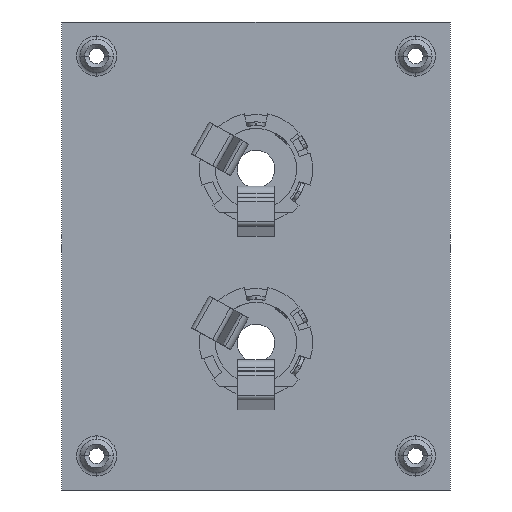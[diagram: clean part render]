
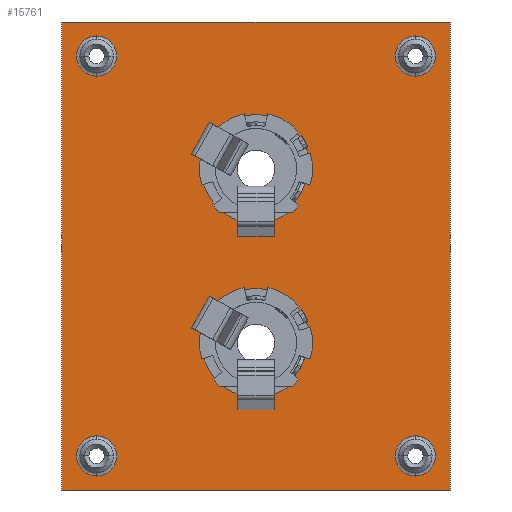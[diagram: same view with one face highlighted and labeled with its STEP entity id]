
A CAD part, front view. The second image highlights one B-rep face of the part: STEP entity #15761.
In plain terms, the highlighted planar face has unit normal (0, -1, 0).
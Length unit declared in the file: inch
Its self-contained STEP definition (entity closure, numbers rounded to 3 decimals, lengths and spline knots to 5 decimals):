
#4 = VERTEX_POINT ( 'NONE', #4652 ) ;
#6 = EDGE_CURVE ( 'NONE', #15914, #4, #4651, .T. ) ;
#19 = EDGE_CURVE ( 'NONE', #4660, #4597, #4635, .T. ) ;
#21 = ORIENTED_EDGE ( 'NONE', *, *, #19, .F. ) ;
#193 = VERTEX_POINT ( 'NONE', #5130 ) ;
#195 = EDGE_CURVE ( 'NONE', #197, #193, #5129, .T. ) ;
#197 = VERTEX_POINT ( 'NONE', #5124 ) ;
#294 = VERTEX_POINT ( 'NONE', #5302 ) ;
#295 = EDGE_CURVE ( 'NONE', #514, #294, #5301, .T. ) ;
#514 = VERTEX_POINT ( 'NONE', #5773 ) ;
#769 = EDGE_CURVE ( 'NONE', #770, #771, #6445, .T. ) ;
#770 = VERTEX_POINT ( 'NONE', #6441 ) ;
#771 = VERTEX_POINT ( 'NONE', #6440 ) ;
#783 = EDGE_CURVE ( 'NONE', #784, #785, #7845, .T. ) ;
#784 = VERTEX_POINT ( 'NONE', #7837 ) ;
#785 = VERTEX_POINT ( 'NONE', #7836 ) ;
#4211 = EDGE_CURVE ( 'NONE', #4217, #4214, #14776, .T. ) ;
#4214 = VERTEX_POINT ( 'NONE', #14766 ) ;
#4217 = VERTEX_POINT ( 'NONE', #14765 ) ;
#4588 = EDGE_CURVE ( 'NONE', #4597, #4660, #15712, .T. ) ;
#4597 = VERTEX_POINT ( 'NONE', #15692 ) ;
#4631 = DIRECTION ( 'NONE',  ( 0., 0., -1. ) ) ;
#4632 = DIRECTION ( 'NONE',  ( 0., -1., 0. ) ) ;
#4633 = CARTESIAN_POINT ( 'NONE',  ( -1.1, 0., 1.38 ) ) ;
#4634 = AXIS2_PLACEMENT_3D ( 'NONE', #4633, #4632, #4631 ) ;
#4635 = CIRCLE ( 'NONE', #4634, 0.13852 ) ;
#4648 = DIRECTION ( 'NONE',  ( 0., 0., 1. ) ) ;
#4649 = VECTOR ( 'NONE', #4648, 39.37008 ) ;
#4650 = CARTESIAN_POINT ( 'NONE',  ( 1.34, 0., -1.615 ) ) ;
#4651 = LINE ( 'NONE', #4650, #4649 ) ;
#4652 = CARTESIAN_POINT ( 'NONE',  ( 1.34, 0., 1.615 ) ) ;
#4660 = VERTEX_POINT ( 'NONE', #6611 ) ;
#5124 = CARTESIAN_POINT ( 'NONE',  ( -1.1, 0., -1.24148 ) ) ;
#5125 = DIRECTION ( 'NONE',  ( 0., 0., -1. ) ) ;
#5126 = DIRECTION ( 'NONE',  ( 0., -1., 0. ) ) ;
#5127 = CARTESIAN_POINT ( 'NONE',  ( -1.1, 0., -1.38 ) ) ;
#5128 = AXIS2_PLACEMENT_3D ( 'NONE', #5127, #5126, #5125 ) ;
#5129 = CIRCLE ( 'NONE', #5128, 0.13852 ) ;
#5130 = CARTESIAN_POINT ( 'NONE',  ( -1.1, 0., -1.51852 ) ) ;
#5297 = DIRECTION ( 'NONE',  ( 0., 0., -1. ) ) ;
#5298 = DIRECTION ( 'NONE',  ( 0., -1., 0. ) ) ;
#5299 = CARTESIAN_POINT ( 'NONE',  ( 1.1, 0., -1.38 ) ) ;
#5300 = AXIS2_PLACEMENT_3D ( 'NONE', #5299, #5298, #5297 ) ;
#5301 = CIRCLE ( 'NONE', #5300, 0.13852 ) ;
#5302 = CARTESIAN_POINT ( 'NONE',  ( 1.1, 0., -1.51852 ) ) ;
#5773 = CARTESIAN_POINT ( 'NONE',  ( 1.1, 0., -1.24148 ) ) ;
#6440 = CARTESIAN_POINT ( 'NONE',  ( 0., 0., 0.4125 ) ) ;
#6441 = CARTESIAN_POINT ( 'NONE',  ( 0., 0., 0.7875 ) ) ;
#6442 = DIRECTION ( 'NONE',  ( 0., 0., -1. ) ) ;
#6443 = DIRECTION ( 'NONE',  ( 0., -1., 0. ) ) ;
#6444 = AXIS2_PLACEMENT_3D ( 'NONE', #6449, #6443, #6442 ) ;
#6445 = CIRCLE ( 'NONE', #6444, 0.1875 ) ;
#6449 = CARTESIAN_POINT ( 'NONE',  ( 0., 0., 0.6 ) ) ;
#6611 = CARTESIAN_POINT ( 'NONE',  ( -1.1, 0., 1.24148 ) ) ;
#7007 = PLANE ( 'NONE',  #7071 ) ;
#7009 = FACE_OUTER_BOUND ( 'NONE', #15873, .T. ) ;
#7010 = FACE_BOUND ( 'NONE', #15854, .T. ) ;
#7011 = FACE_BOUND ( 'NONE', #15848, .T. ) ;
#7012 = FACE_BOUND ( 'NONE', #15846, .T. ) ;
#7013 = FACE_BOUND ( 'NONE', #15750, .T. ) ;
#7014 = FACE_BOUND ( 'NONE', #15754, .T. ) ;
#7015 = FACE_BOUND ( 'NONE', #15758, .T. ) ;
#7016 = DIRECTION ( 'NONE',  ( 0., 0., -1. ) ) ;
#7017 = DIRECTION ( 'NONE',  ( 0., -1., 0. ) ) ;
#7018 = CARTESIAN_POINT ( 'NONE',  ( 0., 0., 0.6 ) ) ;
#7019 = AXIS2_PLACEMENT_3D ( 'NONE', #7018, #7017, #7016 ) ;
#7020 = CIRCLE ( 'NONE', #7019, 0.1875 ) ;
#7021 = DIRECTION ( 'NONE',  ( 0., 0., -1. ) ) ;
#7022 = DIRECTION ( 'NONE',  ( 0., -1., 0. ) ) ;
#7023 = CARTESIAN_POINT ( 'NONE',  ( 0., 0., -0.6 ) ) ;
#7024 = AXIS2_PLACEMENT_3D ( 'NONE', #7023, #7022, #7021 ) ;
#7025 = CIRCLE ( 'NONE', #7024, 0.1875 ) ;
#7068 = DIRECTION ( 'NONE',  ( 0., 0., -1. ) ) ;
#7069 = DIRECTION ( 'NONE',  ( 0., -1., 0. ) ) ;
#7070 = CARTESIAN_POINT ( 'NONE',  ( -1.34, 0., -1.615 ) ) ;
#7071 = AXIS2_PLACEMENT_3D ( 'NONE', #7070, #7069, #7068 ) ;
#7225 = DIRECTION ( 'NONE',  ( 0., 0., 1. ) ) ;
#7226 = VECTOR ( 'NONE', #7225, 39.37008 ) ;
#7227 = CARTESIAN_POINT ( 'NONE',  ( -1.34, 0., -1.615 ) ) ;
#7228 = LINE ( 'NONE', #7227, #7226 ) ;
#7230 = CARTESIAN_POINT ( 'NONE',  ( -1.34, 0., 1.615 ) ) ;
#7237 = DIRECTION ( 'NONE',  ( 1., 0., 0. ) ) ;
#7238 = VECTOR ( 'NONE', #7237, 39.37008 ) ;
#7239 = CARTESIAN_POINT ( 'NONE',  ( -1.34, 0., -1.615 ) ) ;
#7240 = LINE ( 'NONE', #7239, #7238 ) ;
#7241 = CARTESIAN_POINT ( 'NONE',  ( -1.34, 0., -1.615 ) ) ;
#7242 = DIRECTION ( 'NONE',  ( 0., 0., -1. ) ) ;
#7243 = DIRECTION ( 'NONE',  ( 0., -1., 0. ) ) ;
#7244 = CARTESIAN_POINT ( 'NONE',  ( 1.1, 0., 1.38 ) ) ;
#7245 = AXIS2_PLACEMENT_3D ( 'NONE', #7244, #7243, #7242 ) ;
#7246 = CIRCLE ( 'NONE', #7245, 0.13852 ) ;
#7247 = DIRECTION ( 'NONE',  ( 0., 0., -1. ) ) ;
#7248 = DIRECTION ( 'NONE',  ( 0., -1., 0. ) ) ;
#7249 = CARTESIAN_POINT ( 'NONE',  ( 1.1, 0., -1.38 ) ) ;
#7250 = AXIS2_PLACEMENT_3D ( 'NONE', #7249, #7248, #7247 ) ;
#7251 = CIRCLE ( 'NONE', #7250, 0.13852 ) ;
#7252 = DIRECTION ( 'NONE',  ( 0., 0., -1. ) ) ;
#7253 = DIRECTION ( 'NONE',  ( 0., -1., 0. ) ) ;
#7254 = CARTESIAN_POINT ( 'NONE',  ( -1.1, 0., -1.38 ) ) ;
#7255 = AXIS2_PLACEMENT_3D ( 'NONE', #7254, #7253, #7252 ) ;
#7256 = CIRCLE ( 'NONE', #7255, 0.13852 ) ;
#7279 = DIRECTION ( 'NONE',  ( 1., 0., 0. ) ) ;
#7280 = VECTOR ( 'NONE', #7279, 39.37008 ) ;
#7281 = CARTESIAN_POINT ( 'NONE',  ( -1.34, 0., 1.615 ) ) ;
#7282 = LINE ( 'NONE', #7281, #7280 ) ;
#7336 = CARTESIAN_POINT ( 'NONE',  ( 1.34, 0., -1.615 ) ) ;
#7836 = CARTESIAN_POINT ( 'NONE',  ( 0., 0., -0.7875 ) ) ;
#7837 = CARTESIAN_POINT ( 'NONE',  ( 0., 0., -0.4125 ) ) ;
#7838 = DIRECTION ( 'NONE',  ( 0., 0., -1. ) ) ;
#7839 = DIRECTION ( 'NONE',  ( 0., -1., 0. ) ) ;
#7840 = CARTESIAN_POINT ( 'NONE',  ( 0., 0., -0.6 ) ) ;
#7841 = AXIS2_PLACEMENT_3D ( 'NONE', #7840, #7839, #7838 ) ;
#7845 = CIRCLE ( 'NONE', #7841, 0.1875 ) ;
#14765 = CARTESIAN_POINT ( 'NONE',  ( 1.1, 0., 1.51852 ) ) ;
#14766 = CARTESIAN_POINT ( 'NONE',  ( 1.1, 0., 1.24148 ) ) ;
#14772 = DIRECTION ( 'NONE',  ( 0., 0., -1. ) ) ;
#14773 = DIRECTION ( 'NONE',  ( 0., -1., 0. ) ) ;
#14774 = CARTESIAN_POINT ( 'NONE',  ( 1.1, 0., 1.38 ) ) ;
#14775 = AXIS2_PLACEMENT_3D ( 'NONE', #14774, #14773, #14772 ) ;
#14776 = CIRCLE ( 'NONE', #14775, 0.13852 ) ;
#15692 = CARTESIAN_POINT ( 'NONE',  ( -1.1, 0., 1.51852 ) ) ;
#15708 = DIRECTION ( 'NONE',  ( 0., 0., -1. ) ) ;
#15709 = DIRECTION ( 'NONE',  ( 0., -1., 0. ) ) ;
#15710 = CARTESIAN_POINT ( 'NONE',  ( -1.1, 0., 1.38 ) ) ;
#15711 = AXIS2_PLACEMENT_3D ( 'NONE', #15710, #15709, #15708 ) ;
#15712 = CIRCLE ( 'NONE', #15711, 0.13852 ) ;
#15750 = EDGE_LOOP ( 'NONE', ( #21, #15851 ) ) ;
#15751 = EDGE_CURVE ( 'NONE', #785, #784, #7025, .T. ) ;
#15752 = ORIENTED_EDGE ( 'NONE', *, *, #783, .F. ) ;
#15753 = ORIENTED_EDGE ( 'NONE', *, *, #15751, .F. ) ;
#15754 = EDGE_LOOP ( 'NONE', ( #15752, #15753 ) ) ;
#15755 = ORIENTED_EDGE ( 'NONE', *, *, #15756, .F. ) ;
#15756 = EDGE_CURVE ( 'NONE', #771, #770, #7020, .T. ) ;
#15757 = ORIENTED_EDGE ( 'NONE', *, *, #769, .F. ) ;
#15758 = EDGE_LOOP ( 'NONE', ( #15757, #15755 ) ) ;
#15761 = ADVANCED_FACE ( 'NONE', ( #7015, #7014, #7013, #7012, #7011, #7010, #7009 ), #7007, .T. ) ;
#15845 = ORIENTED_EDGE ( 'NONE', *, *, #295, .F. ) ;
#15846 = EDGE_LOOP ( 'NONE', ( #15847, #15849 ) ) ;
#15847 = ORIENTED_EDGE ( 'NONE', *, *, #15857, .F. ) ;
#15848 = EDGE_LOOP ( 'NONE', ( #15850, #15852 ) ) ;
#15849 = ORIENTED_EDGE ( 'NONE', *, *, #4211, .F. ) ;
#15850 = ORIENTED_EDGE ( 'NONE', *, *, #15853, .F. ) ;
#15851 = ORIENTED_EDGE ( 'NONE', *, *, #4588, .F. ) ;
#15852 = ORIENTED_EDGE ( 'NONE', *, *, #195, .F. ) ;
#15853 = EDGE_CURVE ( 'NONE', #193, #197, #7256, .T. ) ;
#15854 = EDGE_LOOP ( 'NONE', ( #15856, #15845 ) ) ;
#15855 = EDGE_CURVE ( 'NONE', #294, #514, #7251, .T. ) ;
#15856 = ORIENTED_EDGE ( 'NONE', *, *, #15855, .F. ) ;
#15857 = EDGE_CURVE ( 'NONE', #4214, #4217, #7246, .T. ) ;
#15858 = ORIENTED_EDGE ( 'NONE', *, *, #15860, .T. ) ;
#15859 = VERTEX_POINT ( 'NONE', #7241 ) ;
#15860 = EDGE_CURVE ( 'NONE', #15859, #15914, #7240, .T. ) ;
#15861 = ORIENTED_EDGE ( 'NONE', *, *, #6, .T. ) ;
#15865 = ORIENTED_EDGE ( 'NONE', *, *, #15867, .F. ) ;
#15866 = VERTEX_POINT ( 'NONE', #7230 ) ;
#15867 = EDGE_CURVE ( 'NONE', #15859, #15866, #7228, .T. ) ;
#15873 = EDGE_LOOP ( 'NONE', ( #15874, #15865, #15858, #15861 ) ) ;
#15874 = ORIENTED_EDGE ( 'NONE', *, *, #15876, .F. ) ;
#15876 = EDGE_CURVE ( 'NONE', #15866, #4, #7282, .T. ) ;
#15914 = VERTEX_POINT ( 'NONE', #7336 ) ;
